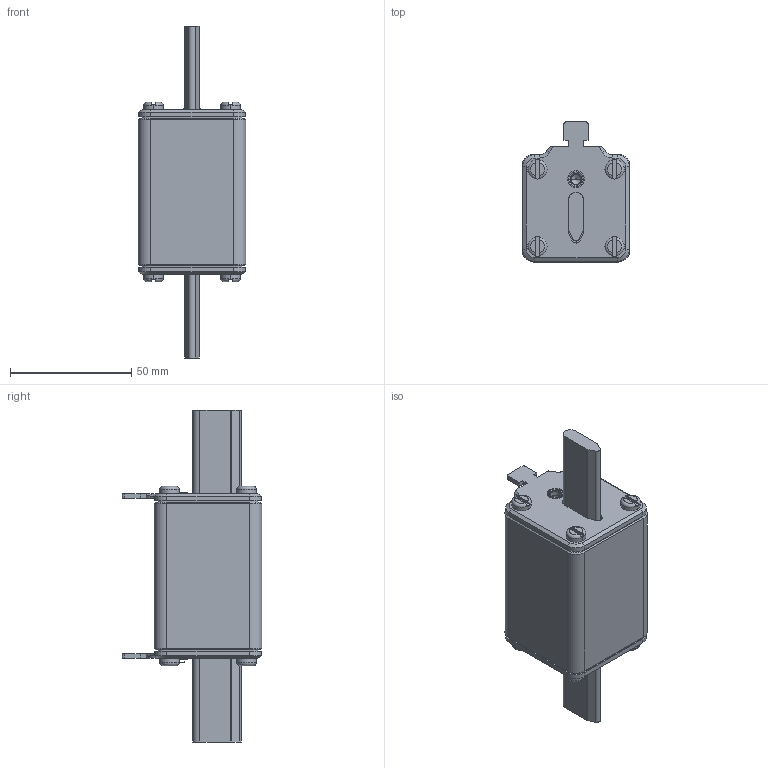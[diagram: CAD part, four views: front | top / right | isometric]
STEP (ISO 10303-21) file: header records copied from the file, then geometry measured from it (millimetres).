
FILE_DESCRIPTION((''),'2;1');
FILE_NAME('004333217_NH1UQ_ASM-2_ASM','2025-03-19T13:51:55',('klemen.sitar'),('Audax d.o.o.'),'CREO PARAMETRIC BY PTC INC, 2021304','CREO PARAMETRIC BY PTC INC, 2021304','');
FILE_SCHEMA(('AP242_MANAGED_MODEL_BASED_3D_ENGINEERING_MIM_LF { 1 0 10303 442 1 1 4 }'));
Length unit declared in the file: millimetre
Products named in the file (11): 0000051245_3; 0000033189_1; 0000033173_3; 0000033185_1; 0000036719_3; NOZ_ASM_4_ASM; PRT0006_1; 0000011580_1; 0000002790_11; 0000032608_1; 004333217_NH1UQ_ASM-2_ASM
Assembly tree (20 placements, depth 3):
  004333217_NH1UQ_ASM-2_ASM
    0000051245_3
    0000033189_1  x2
    0000033173_3  x2
    NOZ_ASM_4_ASM  x2
      0000033185_1
      0000036719_3
    PRT0006_1
    0000011580_1
    0000002790_11
    0000032608_1  x8
Bounding box: 44.5 x 57.75 x 137 mm (x, y, z)
Volume: 86396.7 mm3; surface area: 44883.1 mm2
Topology: 20 solids, 24 shells, 596 faces, 1475 edges, 932 vertices
Faces by surface type: plane 284, cylinder 189, cone 72, torus 48, bspline 3
Entity records: 13349 total; most frequent: CARTESIAN_POINT 2006, DIRECTION 1798, ORIENTED_EDGE 1600, PRESENTATION_STYLE_ASSIGNMENT 818, STYLED_ITEM 815, CURVE_STYLE 804, EDGE_CURVE 804, AXIS2_PLACEMENT_3D 655
